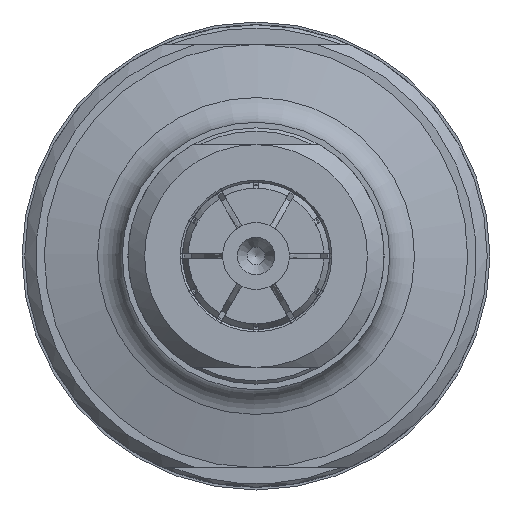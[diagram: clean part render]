
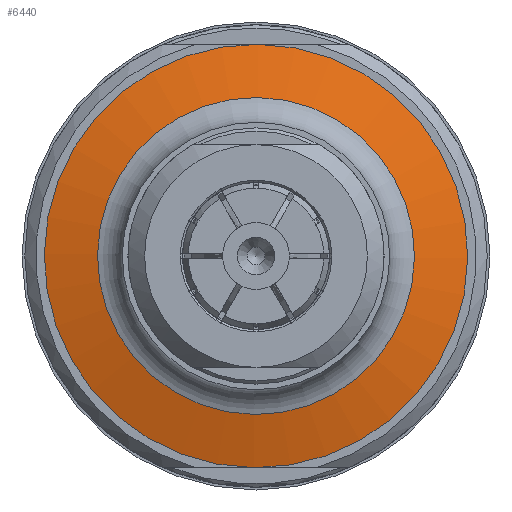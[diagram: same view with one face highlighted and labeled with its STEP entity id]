
A CAD part, left-side view. The second image highlights one B-rep face of the part: STEP entity #6440.
In plain terms, the highlighted conical face has half-angle 75 degrees and reference radius 16.612 mm.
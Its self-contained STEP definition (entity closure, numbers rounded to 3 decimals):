
#692=FACE_OUTER_BOUND('',#1065,.T.);
#1065=EDGE_LOOP('',(#4861,#4862,#4863,#4864,#4865));
#1512=LINE('',#10791,#1959);
#1959=VECTOR('',#8208,16.612);
#2326=CIRCLE('',#6983,19.);
#2327=CIRCLE('',#6985,14.224);
#2328=CIRCLE('',#6986,14.224);
#2857=VERTEX_POINT('',#10786);
#2858=VERTEX_POINT('',#10790);
#2859=VERTEX_POINT('',#10792);
#3606=EDGE_CURVE('',#2857,#2857,#2326,.T.);
#3607=EDGE_CURVE('',#2857,#2858,#1512,.T.);
#3608=EDGE_CURVE('',#2858,#2859,#2327,.T.);
#3609=EDGE_CURVE('',#2859,#2858,#2328,.T.);
#4861=ORIENTED_EDGE('',*,*,#3606,.F.);
#4862=ORIENTED_EDGE('',*,*,#3607,.T.);
#4863=ORIENTED_EDGE('',*,*,#3608,.T.);
#4864=ORIENTED_EDGE('',*,*,#3609,.T.);
#4865=ORIENTED_EDGE('',*,*,#3607,.F.);
#5923=CONICAL_SURFACE('',#6984,16.612,1.309);
#6440=ADVANCED_FACE('',(#692),#5923,.T.);
#6983=AXIS2_PLACEMENT_3D('',#10788,#8204,#8205);
#6984=AXIS2_PLACEMENT_3D('',#10789,#8206,#8207);
#6985=AXIS2_PLACEMENT_3D('',#10793,#8209,#8210);
#6986=AXIS2_PLACEMENT_3D('',#10794,#8211,#8212);
#8204=DIRECTION('center_axis',(1.,0.,0.));
#8205=DIRECTION('ref_axis',(0.,-0.51,0.86));
#8206=DIRECTION('center_axis',(1.,0.,0.));
#8207=DIRECTION('ref_axis',(0.,-0.51,0.86));
#8208=DIRECTION('',(-0.259,-0.492,0.831));
#8209=DIRECTION('center_axis',(1.,0.,0.));
#8210=DIRECTION('ref_axis',(0.,-0.51,0.86));
#8211=DIRECTION('center_axis',(1.,0.,0.));
#8212=DIRECTION('ref_axis',(0.,-0.51,0.86));
#10786=CARTESIAN_POINT('',(-120.95,9.685,-16.347));
#10788=CARTESIAN_POINT('Origin',(-120.95,0.,
0.));
#10789=CARTESIAN_POINT('Origin',(-121.59,0.,
0.));
#10790=CARTESIAN_POINT('',(-122.23,7.25,-12.237));
#10791=CARTESIAN_POINT('',(-121.59,8.467,-14.292));
#10792=CARTESIAN_POINT('',(-122.23,-12.237,-7.25));
#10793=CARTESIAN_POINT('Origin',(-122.23,0.,
0.));
#10794=CARTESIAN_POINT('Origin',(-122.23,0.,
0.));
